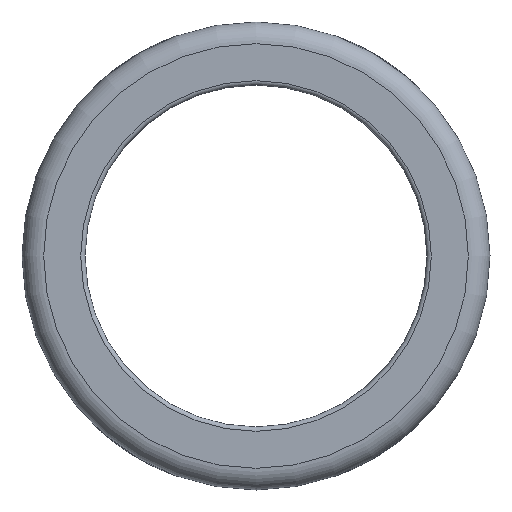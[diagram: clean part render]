
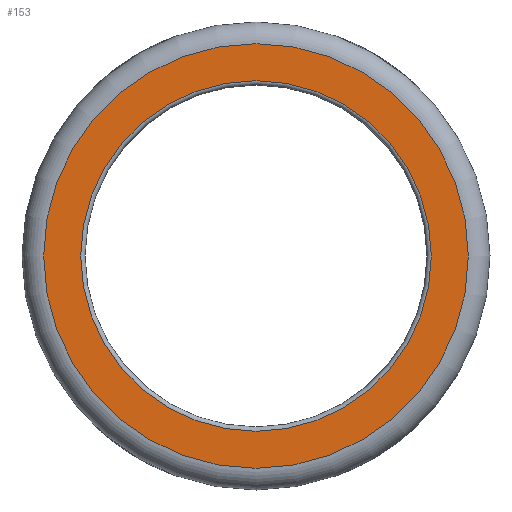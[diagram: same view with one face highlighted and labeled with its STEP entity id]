
A CAD part, left-side view. The second image highlights one B-rep face of the part: STEP entity #153.
In plain terms, the highlighted planar face has unit normal (-1, 0, 0).
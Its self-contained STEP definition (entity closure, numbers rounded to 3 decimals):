
#153 = ADVANCED_FACE( '', ( #342, #343 ), #344, .T. );
#342 = FACE_BOUND( '', #534, .T. );
#343 = FACE_OUTER_BOUND( '', #535, .T. );
#344 = PLANE( '', #536 );
#534 = EDGE_LOOP( '', ( #1106 ) );
#535 = EDGE_LOOP( '', ( #1107 ) );
#536 = AXIS2_PLACEMENT_3D( '', #1108, #1109, #1110 );
#1106 = ORIENTED_EDGE( '', *, *, #1282, .T. );
#1107 = ORIENTED_EDGE( '', *, *, #1283, .F. );
#1108 = CARTESIAN_POINT( '', ( -30., 49., 0. ) );
#1109 = DIRECTION( '', ( -1., 0., 0. ) );
#1110 = DIRECTION( '', ( 0., 0., 1. ) );
#1282 = EDGE_CURVE( '', #1568, #1568, #1569, .T. );
#1283 = EDGE_CURVE( '', #1570, #1570, #1571, .T. );
#1568 = VERTEX_POINT( '', #2308 );
#1569 = CIRCLE( '', #2309, 40.45 );
#1570 = VERTEX_POINT( '', #2310 );
#1571 = CIRCLE( '', #2311, 49. );
#2308 = CARTESIAN_POINT( '', ( -30., 0., -40.45 ) );
#2309 = AXIS2_PLACEMENT_3D( '', #2542, #2543, #2544 );
#2310 = CARTESIAN_POINT( '', ( -30., 0., -49. ) );
#2311 = AXIS2_PLACEMENT_3D( '', #2545, #2546, #2547 );
#2542 = CARTESIAN_POINT( '', ( -30., 0., 0. ) );
#2543 = DIRECTION( '', ( 1., 0., 0. ) );
#2544 = DIRECTION( '', ( 0., 0., -1. ) );
#2545 = CARTESIAN_POINT( '', ( -30., 0., 0. ) );
#2546 = DIRECTION( '', ( 1., 0., 0. ) );
#2547 = DIRECTION( '', ( 0., 0., -1. ) );
